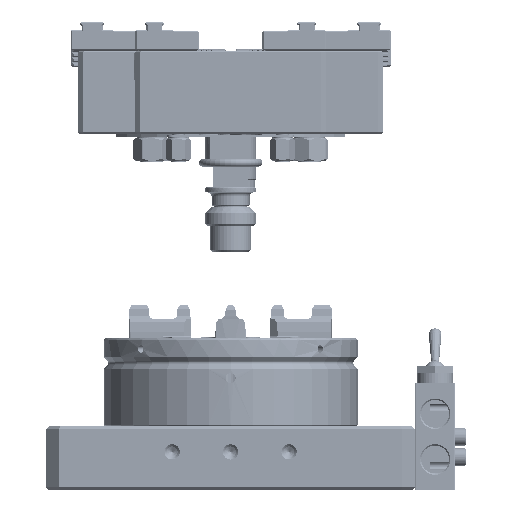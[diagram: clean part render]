
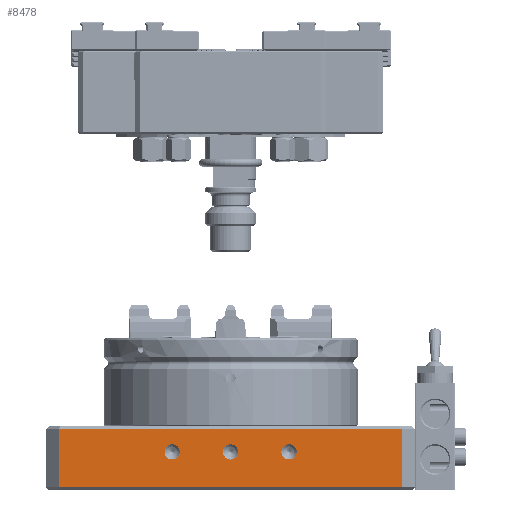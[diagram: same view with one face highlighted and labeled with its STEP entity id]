
A CAD part, front view. The second image highlights one B-rep face of the part: STEP entity #8478.
In plain terms, the highlighted planar face has unit normal (0, -1, 0).
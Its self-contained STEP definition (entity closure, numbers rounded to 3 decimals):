
#8478=ADVANCED_FACE('',(#22797,#22798,#22799,#22800),#10977,.T.);
#10977=PLANE('',#64407);
#14863=LINE('',#112585,#19907);
#14864=LINE('',#112588,#19908);
#14865=LINE('',#112590,#19909);
#14866=LINE('',#112592,#19910);
#19907=VECTOR('',#76893,1.);
#19908=VECTOR('',#76894,1.);
#19909=VECTOR('',#76895,1.);
#19910=VECTOR('',#76896,1.);
#22797=FACE_BOUND('',#26180,.T.);
#22798=FACE_BOUND('',#26181,.T.);
#22799=FACE_BOUND('',#26182,.T.);
#22800=FACE_BOUND('',#26183,.T.);
#26180=EDGE_LOOP('',(#38679));
#26181=EDGE_LOOP('',(#38680));
#26182=EDGE_LOOP('',(#38681));
#26183=EDGE_LOOP('',(#38682,#38683,#38684,#38685));
#38679=ORIENTED_EDGE('',*,*,#56092,.T.);
#38680=ORIENTED_EDGE('',*,*,#56093,.T.);
#38681=ORIENTED_EDGE('',*,*,#56094,.T.);
#38682=ORIENTED_EDGE('',*,*,#56095,.T.);
#38683=ORIENTED_EDGE('',*,*,#56096,.T.);
#38684=ORIENTED_EDGE('',*,*,#56097,.T.);
#38685=ORIENTED_EDGE('',*,*,#56098,.T.);
#48565=VERTEX_POINT('',#112580);
#48566=VERTEX_POINT('',#112582);
#48567=VERTEX_POINT('',#112584);
#48568=VERTEX_POINT('',#112586);
#48569=VERTEX_POINT('',#112587);
#48570=VERTEX_POINT('',#112589);
#48571=VERTEX_POINT('',#112591);
#56092=EDGE_CURVE('',#48565,#48565,#60188,.T.);
#56093=EDGE_CURVE('',#48566,#48566,#60189,.T.);
#56094=EDGE_CURVE('',#48567,#48567,#60190,.T.);
#56095=EDGE_CURVE('',#48568,#48569,#14863,.T.);
#56096=EDGE_CURVE('',#48569,#48570,#14864,.T.);
#56097=EDGE_CURVE('',#48570,#48571,#14865,.T.);
#56098=EDGE_CURVE('',#48571,#48568,#14866,.T.);
#60188=CIRCLE('',#64404,3.);
#60189=CIRCLE('',#64405,3.);
#60190=CIRCLE('',#64406,3.);
#64404=AXIS2_PLACEMENT_3D('',#112579,#76887,#76888);
#64405=AXIS2_PLACEMENT_3D('',#112581,#76889,#76890);
#64406=AXIS2_PLACEMENT_3D('',#112583,#76891,#76892);
#64407=AXIS2_PLACEMENT_3D('',#112593,#76897,#76898);
#76887=DIRECTION('',(0.,1.,0.));
#76888=DIRECTION('',(0.,0.,1.));
#76889=DIRECTION('',(0.,1.,0.));
#76890=DIRECTION('',(0.,0.,1.));
#76891=DIRECTION('',(0.,1.,0.));
#76892=DIRECTION('',(0.,0.,1.));
#76893=DIRECTION('',(-1.,0.,0.));
#76894=DIRECTION('',(0.,0.,-1.));
#76895=DIRECTION('',(1.,0.,0.));
#76896=DIRECTION('',(0.,0.,1.));
#76897=DIRECTION('',(0.,-1.,0.));
#76898=DIRECTION('',(0.,0.,1.));
#112579=CARTESIAN_POINT('',(23.,0.,-146.211));
#112580=CARTESIAN_POINT('',(23.,0.,-143.211));
#112581=CARTESIAN_POINT('',(0.,0.,
-146.211));
#112582=CARTESIAN_POINT('',(0.,0.,
-143.211));
#112583=CARTESIAN_POINT('',(-23.,0.,-146.211));
#112584=CARTESIAN_POINT('',(-23.,0.,-143.211));
#112585=CARTESIAN_POINT('',(0.,0.,
-137.211));
#112586=CARTESIAN_POINT('',(67.5,0.,-137.211));
#112587=CARTESIAN_POINT('',(-67.5,0.,-137.211));
#112588=CARTESIAN_POINT('',(-67.5,0.,-157.211));
#112589=CARTESIAN_POINT('',(-67.5,0.,-160.211));
#112590=CARTESIAN_POINT('',(0.,0.,
-160.211));
#112591=CARTESIAN_POINT('',(67.5,0.,-160.211));
#112592=CARTESIAN_POINT('',(67.5,0.,-157.211));
#112593=CARTESIAN_POINT('',(0.,0.,
-157.211));
